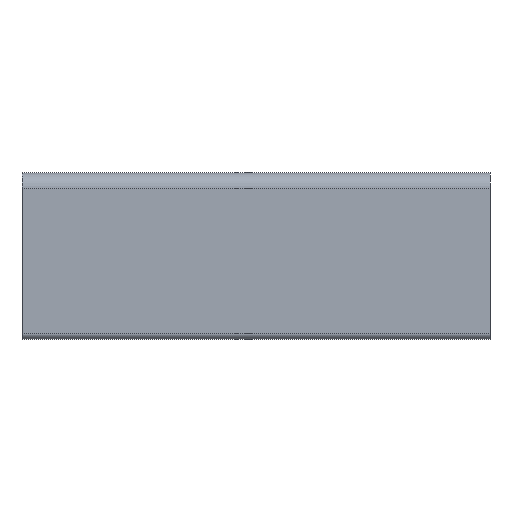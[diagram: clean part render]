
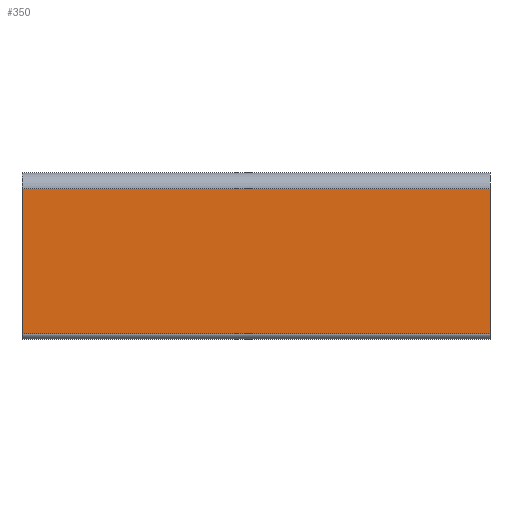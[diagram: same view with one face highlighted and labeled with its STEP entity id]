
A CAD part, left-side view. The second image highlights one B-rep face of the part: STEP entity #350.
In plain terms, the highlighted planar face has unit normal (-1, 0, 0).
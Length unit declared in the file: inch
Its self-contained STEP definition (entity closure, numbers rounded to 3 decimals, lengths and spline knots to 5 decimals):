
#287=CARTESIAN_POINT('',(4.24738,3.49519,-0.93));
#288=VERTEX_POINT('',#287);
#296=CARTESIAN_POINT('',(4.24738,9.49519,-0.93));
#297=VERTEX_POINT('',#296);
#298=CARTESIAN_POINT('',(4.24738,6.49519,-0.93));
#299=DIRECTION('',(0.,1.,0.));
#300=VECTOR('',#299,1.);
#301=LINE('',#298,#300);
#302=EDGE_CURVE('',#288,#297,#301,.T.);
#320=CARTESIAN_POINT('',(4.24738,3.49519,0.93));
#321=VERTEX_POINT('',#320);
#322=CARTESIAN_POINT('',(4.24738,3.49519,-0.93));
#323=DIRECTION('',(0.,0.,1.));
#324=VECTOR('',#323,1.);
#325=LINE('',#322,#324);
#326=EDGE_CURVE('',#288,#321,#325,.T.);
#327=ORIENTED_EDGE('',*,*,#326,.T.);
#328=CARTESIAN_POINT('',(4.24738,9.49519,0.93));
#329=VERTEX_POINT('',#328);
#330=CARTESIAN_POINT('',(4.24738,6.49519,0.93));
#331=DIRECTION('',(0.,-1.,0.));
#332=VECTOR('',#331,1.);
#333=LINE('',#330,#332);
#334=EDGE_CURVE('',#329,#321,#333,.T.);
#335=ORIENTED_EDGE('',*,*,#334,.F.);
#336=CARTESIAN_POINT('',(4.24738,9.49519,-0.93));
#337=DIRECTION('',(0.,0.,-1.));
#338=VECTOR('',#337,1.);
#339=LINE('',#336,#338);
#340=EDGE_CURVE('',#329,#297,#339,.T.);
#341=ORIENTED_EDGE('',*,*,#340,.T.);
#342=ORIENTED_EDGE('',*,*,#302,.F.);
#343=EDGE_LOOP('',(#327,#335,#341,#342));
#344=FACE_OUTER_BOUND('',#343,.T.);
#345=CARTESIAN_POINT('',(4.24738,6.49519,0.));
#346=DIRECTION('',(-1.,0.,0.));
#347=DIRECTION('',(0.,0.,-1.));
#348=AXIS2_PLACEMENT_3D('',#345,#346,#347);
#349=PLANE('',#348);
#350=ADVANCED_FACE('',(#344),#349,.T.);
